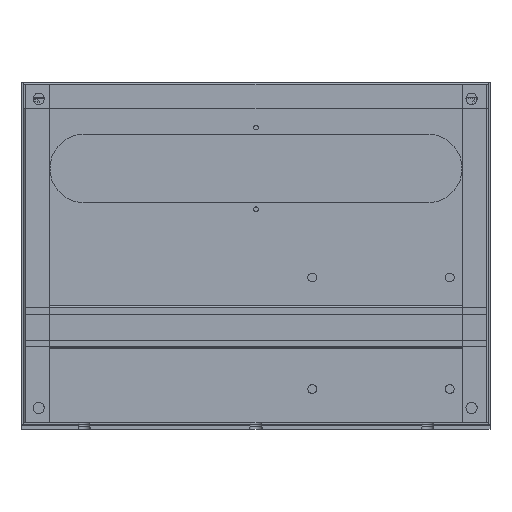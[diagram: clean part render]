
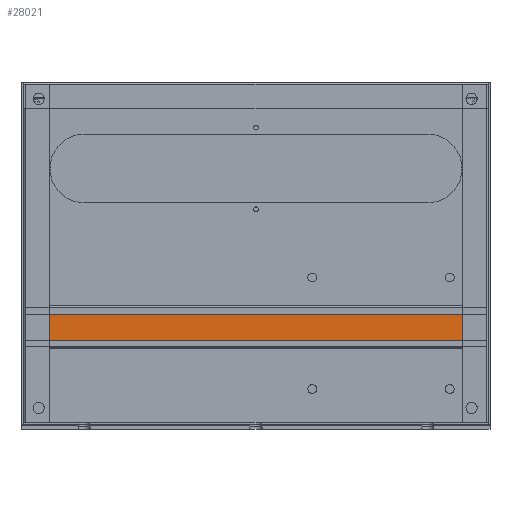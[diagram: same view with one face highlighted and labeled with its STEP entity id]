
A CAD part, top view. The second image highlights one B-rep face of the part: STEP entity #28021.
In plain terms, the highlighted planar face has unit normal (0, 0, 1).
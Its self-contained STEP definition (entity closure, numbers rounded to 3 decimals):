
#138 = DIRECTION ( 'NONE',  ( -1., 0., 0. ) ) ;
#509 = CARTESIAN_POINT ( 'NONE',  ( 268.5, 137.5, 636.5 ) ) ;
#1806 = CARTESIAN_POINT ( 'NONE',  ( -268.5, 137.5, 636.5 ) ) ;
#2072 = EDGE_LOOP ( 'NONE', ( #20330, #19436, #14589, #19147 ) ) ;
#2693 = AXIS2_PLACEMENT_3D ( 'NONE', #23297, #25998, #20781 ) ;
#3365 = LINE ( 'NONE', #509, #17418 ) ;
#6759 = CARTESIAN_POINT ( 'NONE',  ( 268.5, 137.5, 636.5 ) ) ;
#7758 = CARTESIAN_POINT ( 'NONE',  ( -268.5, 92.5, 636.5 ) ) ;
#7905 = EDGE_CURVE ( 'NONE', #33012, #18190, #3365, .T. ) ;
#8042 = LINE ( 'NONE', #15788, #20364 ) ;
#9662 = VECTOR ( 'NONE', #11000, 1000. ) ;
#10735 = LINE ( 'NONE', #23709, #15557 ) ;
#11000 = DIRECTION ( 'NONE',  ( 0., 1., 0. ) ) ;
#14589 = ORIENTED_EDGE ( 'NONE', *, *, #17859, .F. ) ;
#15088 = EDGE_CURVE ( 'NONE', #19595, #18190, #8042, .T. ) ;
#15557 = VECTOR ( 'NONE', #138, 1000. ) ;
#15788 = CARTESIAN_POINT ( 'NONE',  ( -268.5, 92.5, 636.5 ) ) ;
#16059 = CARTESIAN_POINT ( 'NONE',  ( 268.5, 92.5, 636.5 ) ) ;
#17418 = VECTOR ( 'NONE', #23741, 1000. ) ;
#17859 = EDGE_CURVE ( 'NONE', #19500, #19595, #10735, .T. ) ;
#18084 = FACE_OUTER_BOUND ( 'NONE', #2072, .T. ) ;
#18190 = VERTEX_POINT ( 'NONE', #1806 ) ;
#18334 = DIRECTION ( 'NONE',  ( 0., 1., 0. ) ) ;
#18598 = LINE ( 'NONE', #16059, #9662 ) ;
#19147 = ORIENTED_EDGE ( 'NONE', *, *, #22725, .T. ) ;
#19436 = ORIENTED_EDGE ( 'NONE', *, *, #15088, .F. ) ;
#19500 = VERTEX_POINT ( 'NONE', #22617 ) ;
#19595 = VERTEX_POINT ( 'NONE', #7758 ) ;
#20330 = ORIENTED_EDGE ( 'NONE', *, *, #7905, .T. ) ;
#20364 = VECTOR ( 'NONE', #18334, 1000. ) ;
#20781 = DIRECTION ( 'NONE',  ( 0., -1., 0. ) ) ;
#22617 = CARTESIAN_POINT ( 'NONE',  ( 268.5, 92.5, 636.5 ) ) ;
#22725 = EDGE_CURVE ( 'NONE', #19500, #33012, #18598, .T. ) ;
#23297 = CARTESIAN_POINT ( 'NONE',  ( 268.5, 92.5, 636.5 ) ) ;
#23709 = CARTESIAN_POINT ( 'NONE',  ( 268.5, 92.5, 636.5 ) ) ;
#23741 = DIRECTION ( 'NONE',  ( -1., 0., 0. ) ) ;
#25998 = DIRECTION ( 'NONE',  ( 0., 0., -1. ) ) ;
#28021 = ADVANCED_FACE ( 'NONE', ( #18084 ), #28548, .F. ) ;
#28548 = PLANE ( 'NONE',  #2693 ) ;
#33012 = VERTEX_POINT ( 'NONE', #6759 ) ;
